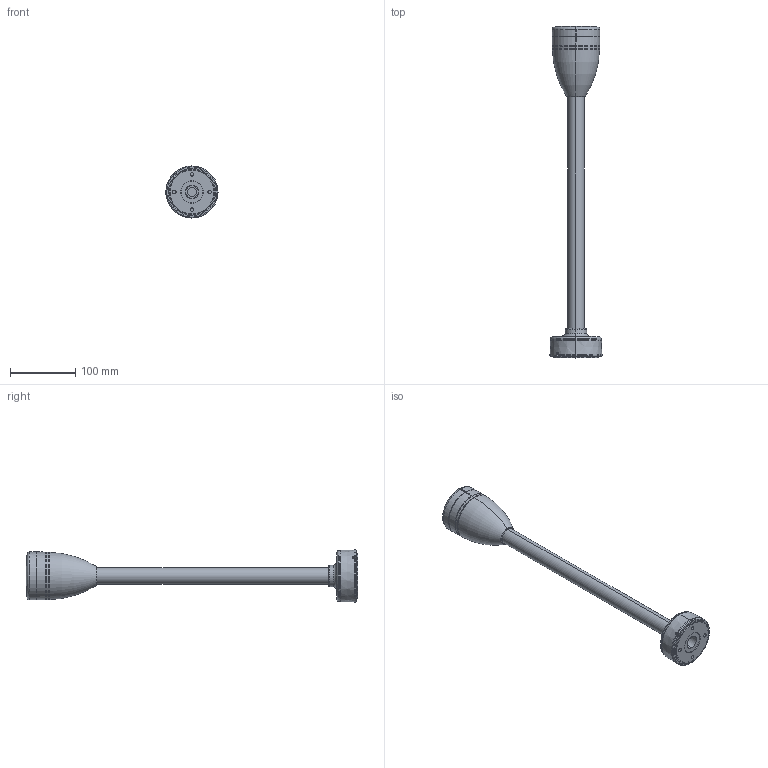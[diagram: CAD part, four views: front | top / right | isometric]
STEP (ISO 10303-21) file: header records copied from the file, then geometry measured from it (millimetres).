
FILE_DESCRIPTION (( 'STEP AP214' ), '1' );
FILE_NAME ('sl7_fms_400.stp', '2013-09-20T09:15:09', ( '' ), ( '' ), 'SwSTEP 2.0', 'SolidWorks 2011', '' );
FILE_SCHEMA (( 'AUTOMOTIVE_DESIGN' ));
Length unit declared in the file: millimetre
Products named in the file (3): SL7-TowerCap_HI; 171458_part1_HI; sl7_fms_400
Assembly tree (2 placements, depth 2):
  sl7_fms_400
    SL7-TowerCap_HI
    171458_part1_HI
Bounding box: 79.94 x 509.55 x 80.06 mm (x, y, z)
Volume: 517892.9 mm3; surface area: 118922.4 mm2
Topology: 2 solids, 2 shells, 188 faces, 430 edges, 276 vertices
Faces by surface type: plane 75, cylinder 67, cone 25, torus 17, sphere 4
Entity records: 5534 total; most frequent: DIRECTION 1042, CARTESIAN_POINT 970, ORIENTED_EDGE 860, EDGE_CURVE 430, AXIS2_PLACEMENT_3D 428, VERTEX_POINT 276, CIRCLE 235, EDGE_LOOP 218
